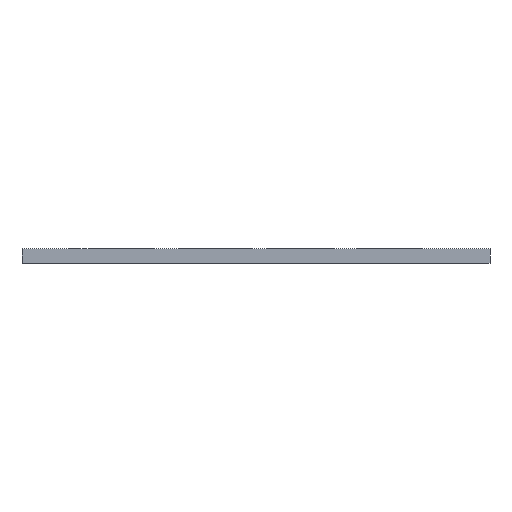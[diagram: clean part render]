
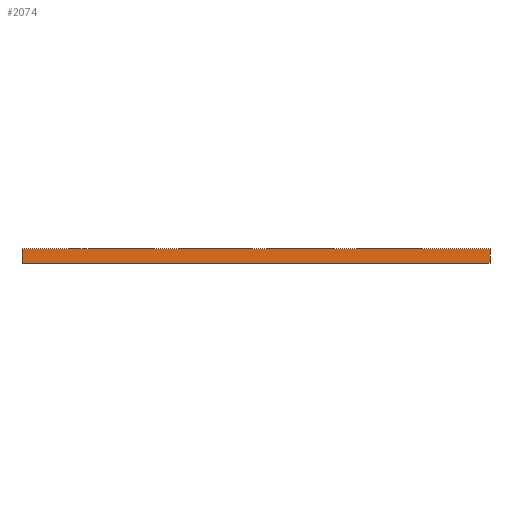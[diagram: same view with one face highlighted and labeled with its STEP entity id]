
A CAD part, front view. The second image highlights one B-rep face of the part: STEP entity #2074.
In plain terms, the highlighted planar face has unit normal (0, -1, 0).
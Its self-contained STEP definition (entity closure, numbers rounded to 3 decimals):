
#704=CARTESIAN_POINT('',(185.62,-145.,55.6));
#705=VERTEX_POINT('',#704);
#712=CARTESIAN_POINT('',(85.62,-145.,55.6));
#713=VERTEX_POINT('',#712);
#714=CARTESIAN_POINT('',(85.62,-145.,55.6));
#715=DIRECTION('',(1.,0.,0.));
#716=VECTOR('',#715,100.);
#717=LINE('',#714,#716);
#718=EDGE_CURVE('',#713,#705,#717,.T.);
#2044=CARTESIAN_POINT('',(135.62,-145.,55.6));
#2045=DIRECTION('',(0.,-1.,0.));
#2046=DIRECTION('',(1.,0.,0.));
#2047=AXIS2_PLACEMENT_3D('',#2044,#2045,#2046);
#2048=PLANE('',#2047);
#2049=CARTESIAN_POINT('',(85.62,-145.,58.6));
#2050=VERTEX_POINT('',#2049);
#2051=CARTESIAN_POINT('',(185.62,-145.,58.6));
#2052=VERTEX_POINT('',#2051);
#2053=CARTESIAN_POINT('',(85.62,-145.,58.6));
#2054=DIRECTION('',(1.,0.,0.));
#2055=VECTOR('',#2054,100.);
#2056=LINE('',#2053,#2055);
#2057=EDGE_CURVE('',#2050,#2052,#2056,.T.);
#2058=ORIENTED_EDGE('',*,*,#2057,.F.);
#2059=CARTESIAN_POINT('',(85.62,-145.,55.6));
#2060=DIRECTION('',(0.,0.,1.));
#2061=VECTOR('',#2060,3.);
#2062=LINE('',#2059,#2061);
#2063=EDGE_CURVE('',#713,#2050,#2062,.T.);
#2064=ORIENTED_EDGE('',*,*,#2063,.F.);
#2065=ORIENTED_EDGE('',*,*,#718,.T.);
#2066=CARTESIAN_POINT('',(185.62,-145.,55.6));
#2067=DIRECTION('',(0.,0.,1.));
#2068=VECTOR('',#2067,3.);
#2069=LINE('',#2066,#2068);
#2070=EDGE_CURVE('',#705,#2052,#2069,.T.);
#2071=ORIENTED_EDGE('',*,*,#2070,.T.);
#2072=EDGE_LOOP('',(#2058,#2064,#2065,#2071));
#2073=FACE_BOUND('',#2072,.T.);
#2074=ADVANCED_FACE('',(#2073),#2048,.T.);
